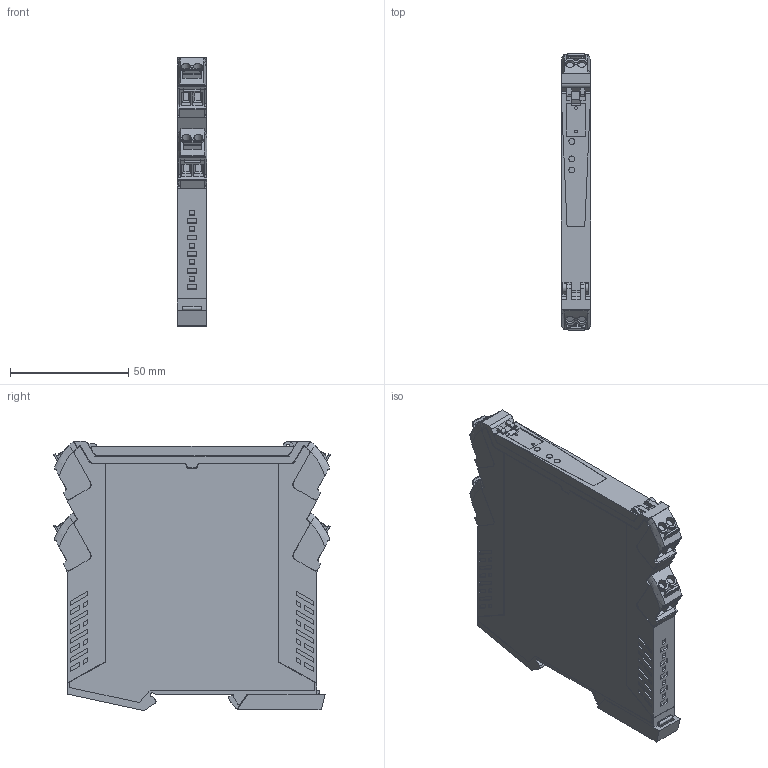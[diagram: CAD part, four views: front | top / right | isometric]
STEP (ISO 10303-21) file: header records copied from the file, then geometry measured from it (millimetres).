
FILE_DESCRIPTION(('CATIA V5 STEP Exchange','CAx-IF Rec.Pracs.--- Model Styling and Organization---1.4--- 2014-01-23'),'2;1');
FILE_NAME ('D1484004_0_7760054233_S3D_ACT20P_RI_AO_S.stp','2021-04-30T06:08:43+00:00',('none'),('Weidmueller'),'CATIA Version 5-6 Release 2016 SP3 HF44','CATIA V5 STEP AP214','none');
FILE_SCHEMA(('AUTOMOTIVE_DESIGN { 1 0 10303 214 1 1 1 1 }'));
Length unit declared in the file: millimetre
Products named in the file (1): S3D_ACT20P_RI_AO_S
Bounding box: 12.57 x 117.24 x 114.02 mm (x, y, z)
Volume: 143464.5 mm3; surface area: 44297 mm2
Topology: 16 solids, 16 shells, 1287 faces, 3936 edges, 2744 vertices
Faces by surface type: plane 950, cylinder 277, extrusion 28, revolution 16, bspline 8, sphere 8
Entity records: 44834 total; most frequent: CARTESIAN_POINT 10871, ORIENTED_EDGE 7860, DIRECTION 4989, EDGE_CURVE 3930, VERTEX_POINT 2744, VECTOR 2724, LINE 2696, AXIS2_PLACEMENT_3D 1402
